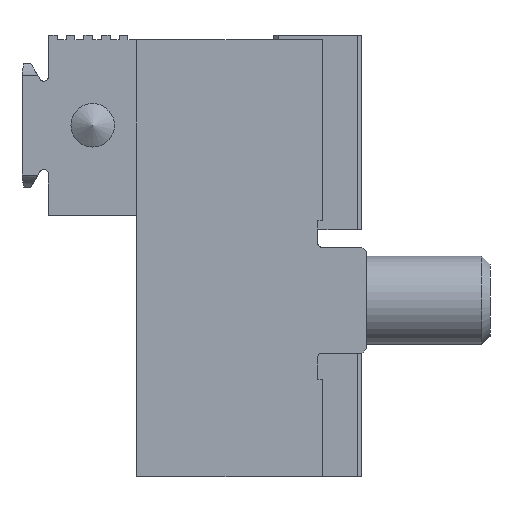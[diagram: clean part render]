
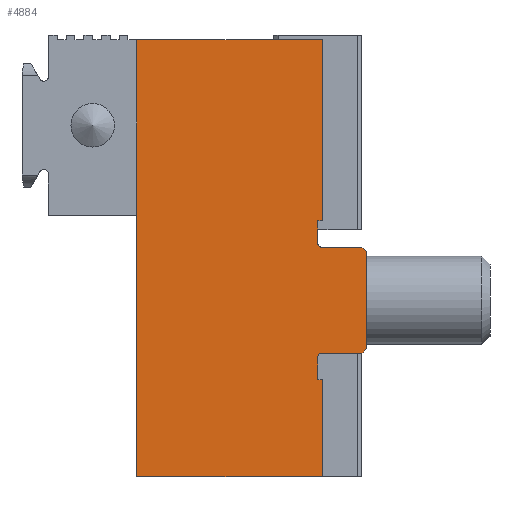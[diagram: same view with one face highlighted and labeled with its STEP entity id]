
A CAD part, left-side view. The second image highlights one B-rep face of the part: STEP entity #4884.
In plain terms, the highlighted planar face has unit normal (-1, 0, 0).
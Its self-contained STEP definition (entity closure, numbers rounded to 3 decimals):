
#298=LINE('',#7427,#760);
#304=LINE('',#7453,#766);
#311=LINE('',#7468,#773);
#315=LINE('',#7477,#777);
#317=LINE('',#7480,#779);
#318=LINE('',#7483,#780);
#322=LINE('',#7490,#784);
#324=LINE('',#7495,#786);
#325=LINE('',#7496,#787);
#326=LINE('',#7498,#788);
#327=LINE('',#7499,#789);
#328=LINE('',#7501,#790);
#329=LINE('',#7503,#791);
#330=LINE('',#7505,#792);
#331=LINE('',#7506,#793);
#760=VECTOR('',#5927,10.);
#766=VECTOR('',#5955,10.);
#773=VECTOR('',#5972,10.);
#777=VECTOR('',#5982,10.);
#779=VECTOR('',#5986,10.);
#780=VECTOR('',#5989,10.);
#784=VECTOR('',#5997,10.);
#786=VECTOR('',#6003,10.);
#787=VECTOR('',#6004,10.);
#788=VECTOR('',#6005,10.);
#789=VECTOR('',#6006,10.);
#790=VECTOR('',#6007,10.);
#791=VECTOR('',#6008,10.);
#792=VECTOR('',#6009,10.);
#793=VECTOR('',#6010,10.);
#1241=FACE_OUTER_BOUND('',#1512,.T.);
#1512=EDGE_LOOP('',(#3435,#3436,#3437,#3438,#3439,#3440,#3441,#3442,#3443,
#3444,#3445,#3446,#3447,#3448,#3449,#3450,#3451));
#1745=CIRCLE('',#5203,0.4);
#1746=CIRCLE('',#5208,0.4);
#1989=VERTEX_POINT('',#7423);
#1990=VERTEX_POINT('',#7425);
#1997=VERTEX_POINT('',#7446);
#1998=VERTEX_POINT('',#7447);
#1999=VERTEX_POINT('',#7452);
#2000=VERTEX_POINT('',#7461);
#2001=VERTEX_POINT('',#7462);
#2002=VERTEX_POINT('',#7467);
#2003=VERTEX_POINT('',#7474);
#2004=VERTEX_POINT('',#7476);
#2005=VERTEX_POINT('',#7482);
#2006=VERTEX_POINT('',#7488);
#2007=VERTEX_POINT('',#7494);
#2008=VERTEX_POINT('',#7497);
#2009=VERTEX_POINT('',#7500);
#2010=VERTEX_POINT('',#7502);
#2011=VERTEX_POINT('',#7504);
#2515=EDGE_CURVE('',#1990,#1989,#298,.T.);
#2525=EDGE_CURVE('',#1997,#1998,#1745,.T.);
#2528=EDGE_CURVE('',#1999,#1998,#304,.T.);
#2533=EDGE_CURVE('',#2000,#2001,#1746,.T.);
#2536=EDGE_CURVE('',#2002,#2001,#311,.T.);
#2540=EDGE_CURVE('',#2004,#2003,#315,.T.);
#2542=EDGE_CURVE('',#1997,#2004,#317,.T.);
#2543=EDGE_CURVE('',#2005,#2002,#318,.T.);
#2547=EDGE_CURVE('',#2003,#2006,#322,.T.);
#2549=EDGE_CURVE('',#2006,#2007,#324,.T.);
#2550=EDGE_CURVE('',#1989,#2007,#325,.T.);
#2551=EDGE_CURVE('',#2008,#1990,#326,.T.);
#2552=EDGE_CURVE('',#2008,#2005,#327,.T.);
#2553=EDGE_CURVE('',#2000,#2009,#328,.T.);
#2554=EDGE_CURVE('',#2010,#2009,#329,.T.);
#2555=EDGE_CURVE('',#2010,#2011,#330,.T.);
#2556=EDGE_CURVE('',#1999,#2011,#331,.T.);
#3435=ORIENTED_EDGE('',*,*,#2549,.T.);
#3436=ORIENTED_EDGE('',*,*,#2550,.F.);
#3437=ORIENTED_EDGE('',*,*,#2515,.F.);
#3438=ORIENTED_EDGE('',*,*,#2551,.F.);
#3439=ORIENTED_EDGE('',*,*,#2552,.T.);
#3440=ORIENTED_EDGE('',*,*,#2543,.T.);
#3441=ORIENTED_EDGE('',*,*,#2536,.T.);
#3442=ORIENTED_EDGE('',*,*,#2533,.F.);
#3443=ORIENTED_EDGE('',*,*,#2553,.T.);
#3444=ORIENTED_EDGE('',*,*,#2554,.F.);
#3445=ORIENTED_EDGE('',*,*,#2555,.T.);
#3446=ORIENTED_EDGE('',*,*,#2556,.F.);
#3447=ORIENTED_EDGE('',*,*,#2528,.T.);
#3448=ORIENTED_EDGE('',*,*,#2525,.F.);
#3449=ORIENTED_EDGE('',*,*,#2542,.T.);
#3450=ORIENTED_EDGE('',*,*,#2540,.T.);
#3451=ORIENTED_EDGE('',*,*,#2547,.T.);
#4436=PLANE('',#5218);
#4884=ADVANCED_FACE('',(#1241),#4436,.T.);
#5203=AXIS2_PLACEMENT_3D('',#7448,#5949,#5950);
#5208=AXIS2_PLACEMENT_3D('',#7463,#5966,#5967);
#5218=AXIS2_PLACEMENT_3D('',#7493,#6001,#6002);
#5927=DIRECTION('',(0.,0.,1.));
#5949=DIRECTION('center_axis',(-1.,0.,0.));
#5950=DIRECTION('ref_axis',(0.,0.707,-0.707));
#5955=DIRECTION('',(0.,1.,0.));
#5966=DIRECTION('center_axis',(-1.,0.,0.));
#5967=DIRECTION('ref_axis',(0.,0.707,0.707));
#5972=DIRECTION('',(0.,0.,1.));
#5982=DIRECTION('',(0.,-1.,0.));
#5986=DIRECTION('',(0.,0.,1.));
#5989=DIRECTION('',(0.,1.,0.));
#5997=DIRECTION('',(0.,0.,1.));
#6001=DIRECTION('center_axis',(-1.,0.,0.));
#6002=DIRECTION('ref_axis',(0.,0.,1.));
#6003=DIRECTION('',(0.,1.,0.));
#6004=DIRECTION('',(0.,0.,1.));
#6005=DIRECTION('',(0.,1.,0.));
#6006=DIRECTION('',(0.,0.,1.));
#6007=DIRECTION('',(0.,-1.,0.));
#6008=DIRECTION('',(0.,0.707,-0.707));
#6009=DIRECTION('',(0.,0.,1.));
#6010=DIRECTION('',(0.,-0.707,-0.707));
#7423=CARTESIAN_POINT('',(-55.291,-5.466,29.6));
#7425=CARTESIAN_POINT('',(-55.291,-5.466,0.));
#7427=CARTESIAN_POINT('',(-55.291,-5.466,0.));
#7446=CARTESIAN_POINT('',(-55.291,-25.966,26.4));
#7447=CARTESIAN_POINT('',(-55.291,-26.366,26.));
#7448=CARTESIAN_POINT('Origin',(-55.291,-26.366,26.4));
#7452=CARTESIAN_POINT('',(-55.291,-30.966,26.));
#7453=CARTESIAN_POINT('',(-55.291,-26.216,26.));
#7461=CARTESIAN_POINT('',(-55.291,-26.366,14.));
#7462=CARTESIAN_POINT('',(-55.291,-25.966,13.6));
#7463=CARTESIAN_POINT('Origin',(-55.291,-26.366,13.6));
#7467=CARTESIAN_POINT('',(-55.291,-25.966,11.));
#7468=CARTESIAN_POINT('',(-55.291,-25.966,7.));
#7474=CARTESIAN_POINT('',(-55.291,-26.466,29.));
#7476=CARTESIAN_POINT('',(-55.291,-25.966,29.));
#7477=CARTESIAN_POINT('',(-55.291,-26.466,29.));
#7480=CARTESIAN_POINT('',(-55.291,-25.966,14.5));
#7482=CARTESIAN_POINT('',(-55.291,-26.466,11.));
#7483=CARTESIAN_POINT('',(-55.291,-26.216,11.));
#7488=CARTESIAN_POINT('',(-55.291,-26.466,49.5));
#7490=CARTESIAN_POINT('',(-55.291,-26.466,0.));
#7493=CARTESIAN_POINT('Origin',(-55.291,-26.466,0.));
#7494=CARTESIAN_POINT('',(-55.291,-5.466,49.5));
#7495=CARTESIAN_POINT('',(-55.291,-15.966,49.5));
#7496=CARTESIAN_POINT('',(-55.291,-5.466,0.));
#7497=CARTESIAN_POINT('',(-55.291,-26.466,0.));
#7498=CARTESIAN_POINT('',(-55.291,-10.538,0.));
#7499=CARTESIAN_POINT('',(-55.291,-26.466,0.));
#7500=CARTESIAN_POINT('',(-55.291,-30.966,14.));
#7501=CARTESIAN_POINT('',(-55.291,-26.466,14.));
#7502=CARTESIAN_POINT('',(-55.291,-31.466,14.5));
#7503=CARTESIAN_POINT('',(-55.291,-26.466,9.5));
#7504=CARTESIAN_POINT('',(-55.291,-31.466,25.5));
#7505=CARTESIAN_POINT('',(-55.291,-31.466,26.));
#7506=CARTESIAN_POINT('',(-55.291,-36.466,20.5));
